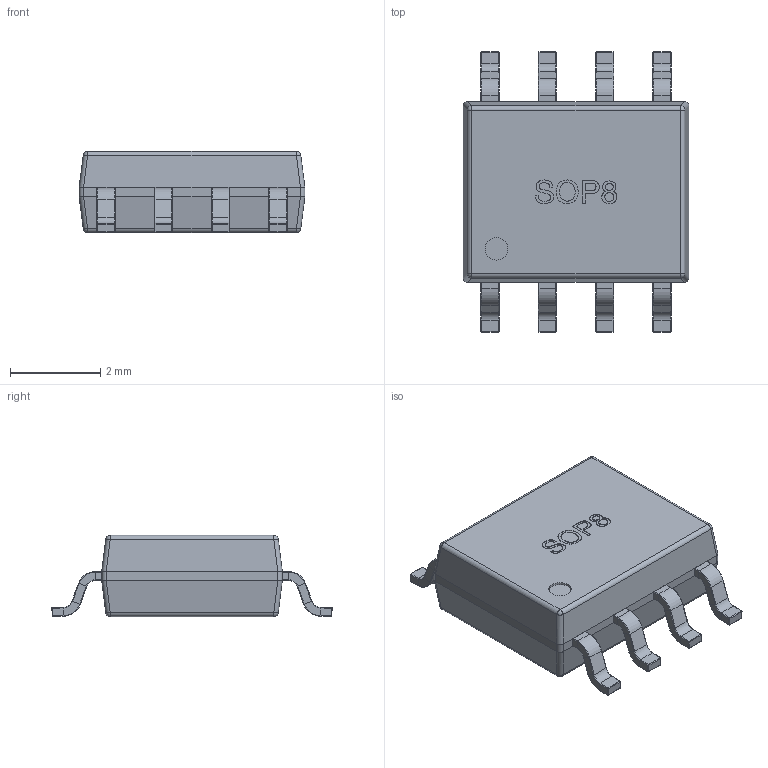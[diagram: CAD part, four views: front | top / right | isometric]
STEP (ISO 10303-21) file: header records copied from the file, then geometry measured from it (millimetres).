
FILE_DESCRIPTION (( 'STEP AP214' ), '1' );
FILE_NAME ('SOP-8.STEP', '2022-07-18T02:13:59', ( '' ), ( '' ), 'SwSTEP 2.0', 'SolidWorks 2019', '' );
FILE_SCHEMA (( 'AUTOMOTIVE_DESIGN' ));
Length unit declared in the file: millimetre
Products named in the file (2): COMPOUND^SOP-8; SOP-8
Assembly tree (1 placements, depth 2):
  SOP-8
    COMPOUND^SOP-8
Bounding box: 5 x 6.2 x 1.8 mm (x, y, z)
Volume: 35.4 mm3; surface area: 82.9 mm2
Topology: 9 solids, 9 shells, 600 faces, 1330 edges, 732 vertices
Faces by surface type: plane 224, cylinder 190, bspline 66, torus 64, sphere 56
Entity records: 20500 total; most frequent: CARTESIAN_POINT 6468, DIRECTION 2670, ORIENTED_EDGE 2596, EDGE_CURVE 1298, AXIS2_PLACEMENT_3D 990, VERTEX_POINT 732, VECTOR 690, LINE 690
